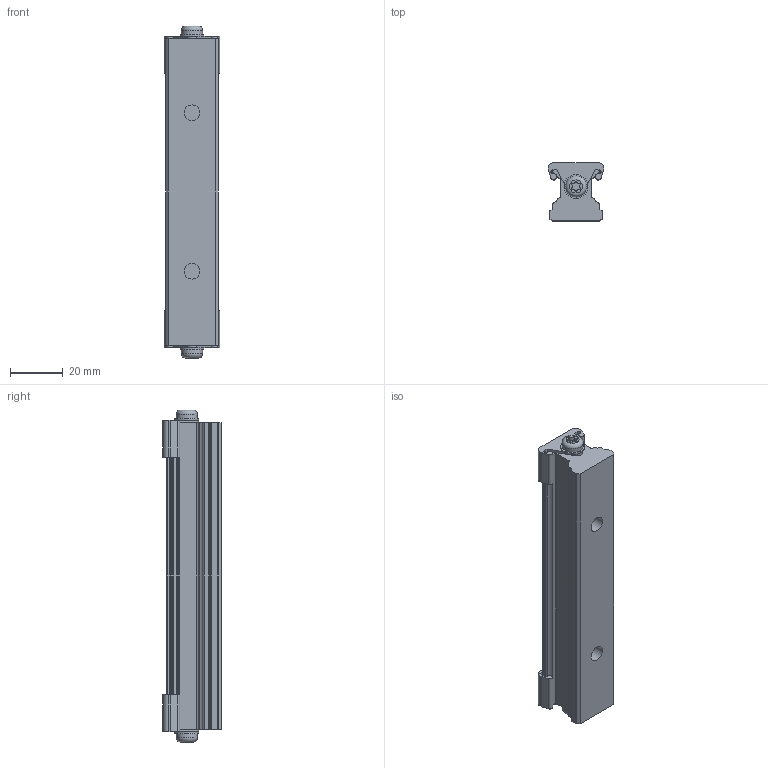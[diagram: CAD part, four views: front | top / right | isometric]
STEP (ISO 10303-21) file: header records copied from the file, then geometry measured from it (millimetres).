
FILE_DESCRIPTION (( 'STEP AP214' ), '1' );
FILE_NAME ('Rexroth-Ball-Rail-R160586431-116-28.step', '2020-07-02T11:16:11', ( '' ), ( '' ), 'SwSTEP 2.0', 'SolidWorks 2010', '' );
FILE_SCHEMA (( 'AUTOMOTIVE_DESIGN' ));
Length unit declared in the file: millimetre
Products named in the file (6): Rexroth-Ball-Rail-R160586431-116-28_Rail-1605-20-Coverstrip-BoschRexroth; Rexroth-End-Cap-1619-839-20_Coverplate-Rail-1605-20-BoschRexroth; Rexroth-Cover-Strip-1619-839-00-116_CoverStrip-Rail-1605-20-BoschRexroth; Rexroth-Washer-1619-839-20_Washer-Rail-1605-M4-BoschRexroth; Rexroth-Screw-1619-839-20_Screw-Rail-1605-M4x8-BoschRexroth; Rexroth-Ball-Rail-R160586431-116-28
Assembly tree (8 placements, depth 2):
  Rexroth-Ball-Rail-R160586431-116-28
    Rexroth-Washer-1619-839-20_Washer-Rail-1605-M4-BoschRexroth  x2
    Rexroth-Screw-1619-839-20_Screw-Rail-1605-M4x8-BoschRexroth  x2
    Rexroth-Cover-Strip-1619-839-00-116_CoverStrip-Rail-1605-20-BoschRexroth
    Rexroth-End-Cap-1619-839-20_Coverplate-Rail-1605-20-BoschRexroth  x2
    Rexroth-Ball-Rail-R160586431-116-28_Rail-1605-20-Coverstrip-BoschRexroth
Bounding box: 21 x 22 x 125.8 mm (x, y, z)
Volume: 36610.2 mm3; surface area: 19051 mm2
Topology: 8 solids, 8 shells, 176 faces, 452 edges, 298 vertices
Faces by surface type: cylinder 88, plane 78, cone 8, torus 2
Full cylindrical faces by diameter (mm): 3.175 x2, 4 x6, 4.3 x2, 6 x2, 8 x2, 9 x2, 9.4 x2
Entity records: 4082 total; most frequent: DIRECTION 714, CARTESIAN_POINT 661, ORIENTED_EDGE 618, EDGE_CURVE 309, AXIS2_PLACEMENT_3D 268, VERTEX_POINT 215, LINE 178, VECTOR 178
